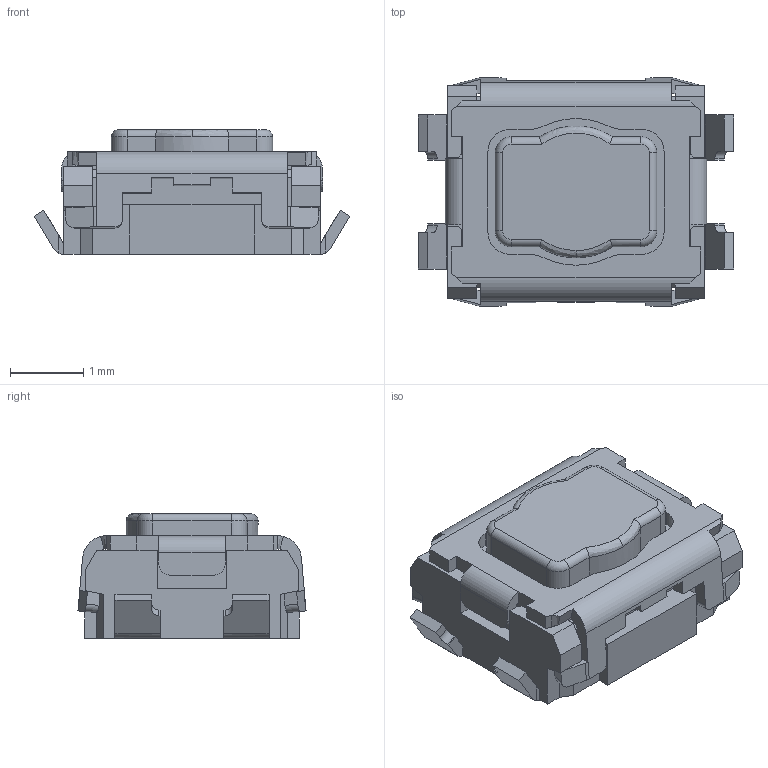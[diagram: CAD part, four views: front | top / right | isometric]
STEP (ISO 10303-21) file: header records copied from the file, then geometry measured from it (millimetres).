
FILE_DESCRIPTION(('STEP AP242'),'1');
FILE_NAME('evpaa602w.stp','2022-04-28T07:15:45',('TraceParts'),('TraceParts S.A.'),'Spatial InterOp 3D',' ',' ');
FILE_SCHEMA(('AP242_MANAGED_MODEL_BASED_3D_ENGINEERING_MIM_LF {1 0 10303 442 1 1 4}'));
Length unit declared in the file: millimetre
Products named in the file (1): evpaa602w
Bounding box: 4.3 x 3.11 x 1.7 mm (x, y, z)
Volume: 14.2 mm3; surface area: 59.2 mm2
Topology: 1 solids, 1 shells, 290 faces, 823 edges, 534 vertices
Faces by surface type: plane 209, cylinder 70, bspline 7, torus 4
Entity records: 9423 total; most frequent: CARTESIAN_POINT 1840, ORIENTED_EDGE 1646, DIRECTION 1494, EDGE_CURVE 823, LINE 666, VECTOR 666, VERTEX_POINT 534, AXIS2_PLACEMENT_3D 414
